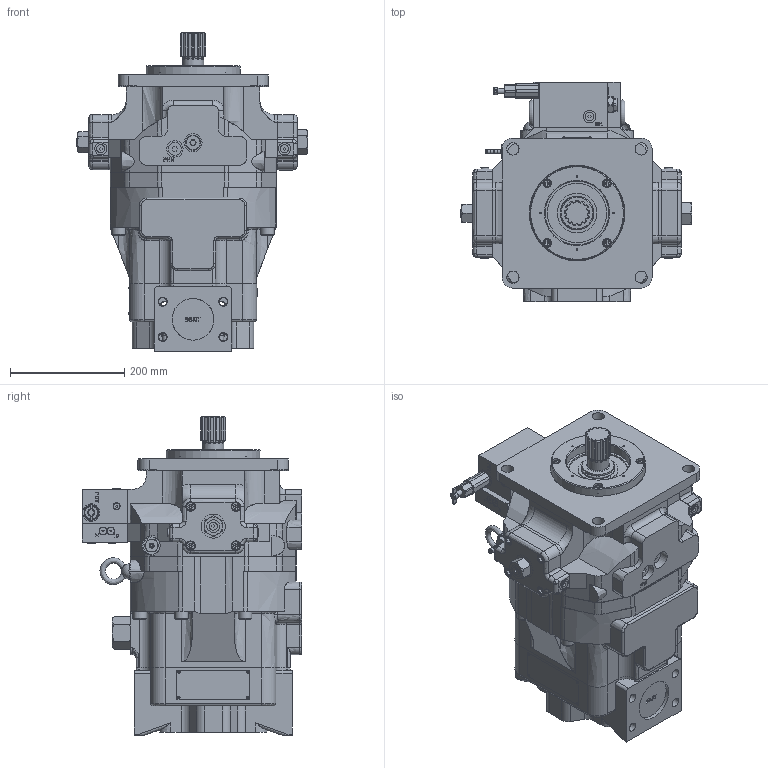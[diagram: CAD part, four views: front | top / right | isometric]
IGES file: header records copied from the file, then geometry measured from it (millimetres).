
Global section: file name: No Iges File Name specified; native system: Autodesk Inventor 2012; preprocessor: AutoDesk Inventor Iges Exporter R2012; author: JGroves; date: 20151229.084311; units: inch
Bounding box: 406.27 x 384.3 x 557.68 mm (x, y, z)
Surface area: 1023299 mm2 (no closed solid volume)
Topology: 0 solids, 0 shells, 1989 faces, 10892 edges, 10649 vertices
Faces by surface type: plane 1044, revolution 925, bspline 20
